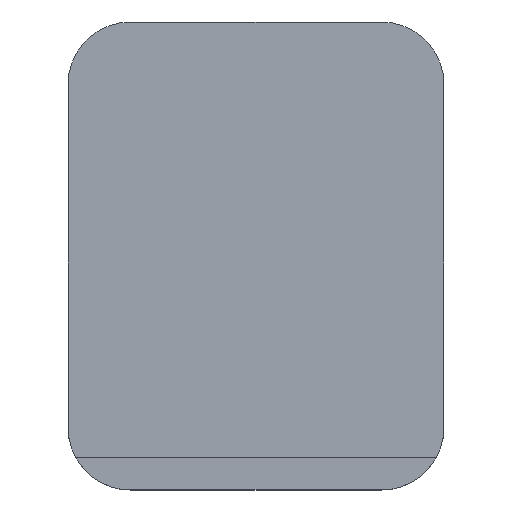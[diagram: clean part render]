
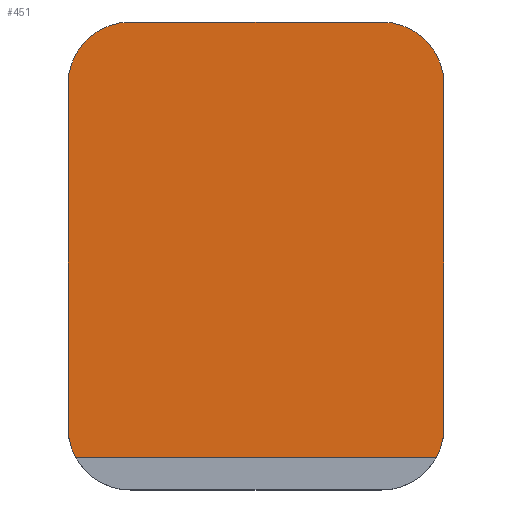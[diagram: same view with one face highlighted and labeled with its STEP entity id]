
A CAD part, top view. The second image highlights one B-rep face of the part: STEP entity #451.
In plain terms, the highlighted planar face has unit normal (0, 0, 1).
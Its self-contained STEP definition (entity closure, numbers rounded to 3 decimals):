
#44=CIRCLE('',#520,5.);
#46=CIRCLE('',#524,5.);
#48=CIRCLE('',#528,5.);
#50=CIRCLE('',#532,5.);
#83=FACE_OUTER_BOUND('',#109,.T.);
#109=EDGE_LOOP('',(#377,#378,#379,#380,#381,#382,#383,#384));
#135=LINE('',#755,#175);
#139=LINE('',#767,#179);
#143=LINE('',#779,#183);
#147=LINE('',#791,#187);
#175=VECTOR('',#611,10.);
#179=VECTOR('',#623,10.);
#183=VECTOR('',#635,10.);
#187=VECTOR('',#647,10.);
#215=VERTEX_POINT('',#752);
#216=VERTEX_POINT('',#754);
#218=VERTEX_POINT('',#760);
#220=VERTEX_POINT('',#766);
#222=VERTEX_POINT('',#772);
#224=VERTEX_POINT('',#778);
#226=VERTEX_POINT('',#784);
#228=VERTEX_POINT('',#790);
#263=EDGE_CURVE('',#216,#215,#135,.T.);
#266=EDGE_CURVE('',#218,#216,#44,.T.);
#269=EDGE_CURVE('',#220,#218,#139,.T.);
#272=EDGE_CURVE('',#222,#220,#46,.T.);
#275=EDGE_CURVE('',#224,#222,#143,.T.);
#278=EDGE_CURVE('',#226,#224,#48,.T.);
#281=EDGE_CURVE('',#228,#226,#147,.T.);
#284=EDGE_CURVE('',#215,#228,#50,.T.);
#377=ORIENTED_EDGE('',*,*,#284,.T.);
#378=ORIENTED_EDGE('',*,*,#281,.T.);
#379=ORIENTED_EDGE('',*,*,#278,.T.);
#380=ORIENTED_EDGE('',*,*,#275,.T.);
#381=ORIENTED_EDGE('',*,*,#272,.T.);
#382=ORIENTED_EDGE('',*,*,#269,.T.);
#383=ORIENTED_EDGE('',*,*,#266,.T.);
#384=ORIENTED_EDGE('',*,*,#263,.T.);
#427=PLANE('',#533);
#451=ADVANCED_FACE('',(#83),#427,.T.);
#520=AXIS2_PLACEMENT_3D('',#761,#617,#618);
#524=AXIS2_PLACEMENT_3D('',#773,#629,#630);
#528=AXIS2_PLACEMENT_3D('',#785,#641,#642);
#532=AXIS2_PLACEMENT_3D('',#795,#653,#654);
#533=AXIS2_PLACEMENT_3D('',#796,#655,#656);
#611=DIRECTION('',(0.,-1.,0.));
#617=DIRECTION('center_axis',(0.,0.,1.));
#618=DIRECTION('ref_axis',(0.,1.,0.));
#623=DIRECTION('',(-1.,0.,0.));
#629=DIRECTION('center_axis',(0.,0.,1.));
#630=DIRECTION('ref_axis',(1.,0.,0.));
#635=DIRECTION('',(0.,1.,0.));
#641=DIRECTION('center_axis',(0.,0.,1.));
#642=DIRECTION('ref_axis',(0.,-1.,0.));
#647=DIRECTION('',(1.,0.,0.));
#653=DIRECTION('center_axis',(0.,0.,1.));
#654=DIRECTION('ref_axis',(-1.,0.,0.));
#655=DIRECTION('center_axis',(0.,0.,1.));
#656=DIRECTION('ref_axis',(-1.,0.,0.));
#752=CARTESIAN_POINT('',(-15.035,-13.715,1.7));
#754=CARTESIAN_POINT('',(-15.035,13.715,1.7));
#755=CARTESIAN_POINT('',(-15.035,13.715,1.7));
#760=CARTESIAN_POINT('',(-10.035,18.715,1.7));
#761=CARTESIAN_POINT('Origin',(-10.035,13.715,1.7));
#766=CARTESIAN_POINT('',(10.035,18.715,1.7));
#767=CARTESIAN_POINT('',(10.035,18.715,1.7));
#772=CARTESIAN_POINT('',(15.035,13.715,1.7));
#773=CARTESIAN_POINT('Origin',(10.035,13.715,1.7));
#778=CARTESIAN_POINT('',(15.035,-13.715,1.7));
#779=CARTESIAN_POINT('',(15.035,-13.715,1.7));
#784=CARTESIAN_POINT('',(14.421,-16.115,1.7));
#785=CARTESIAN_POINT('Origin',(10.035,-13.715,1.7));
#790=CARTESIAN_POINT('',(-14.421,-16.115,1.7));
#791=CARTESIAN_POINT('',(-15.035,-16.115,1.7));
#795=CARTESIAN_POINT('Origin',(-10.035,-13.715,1.7));
#796=CARTESIAN_POINT('Origin',(0.,1.3,1.7));
